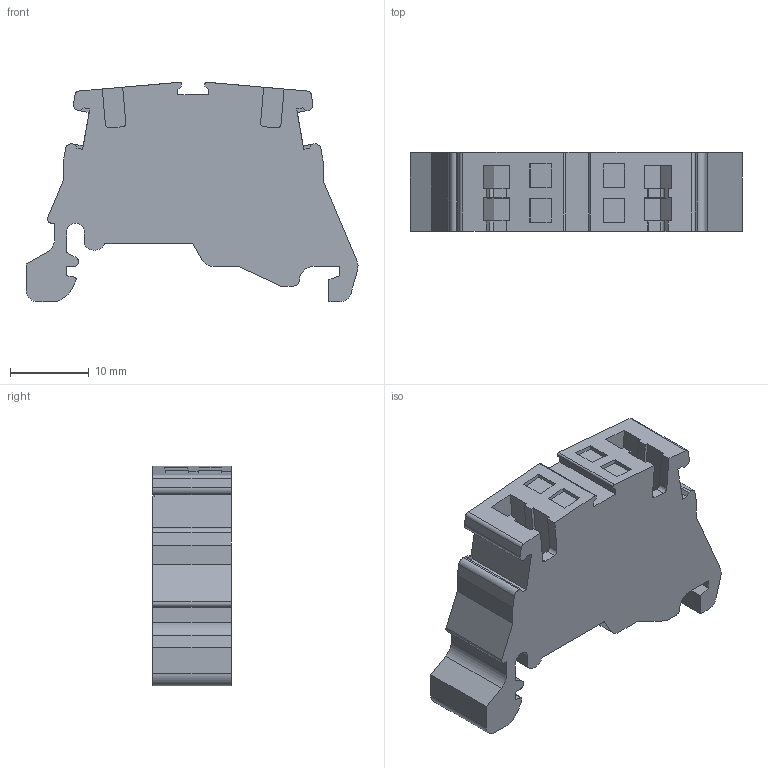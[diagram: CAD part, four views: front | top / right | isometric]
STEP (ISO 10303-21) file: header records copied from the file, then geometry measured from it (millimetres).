
FILE_DESCRIPTION(/* description */ ('Unknown'),/* implementation_level */ '2;1');
FILE_NAME(/* name */ 'DMCT2_5P4_3D_SOLID',/* time_stamp */ '2024-11-15T11:14:44+06:00',/* author */ ('Unknown'),/* organization */ ('Unknown'),/* preprocessor_version */ 'ST-DEVELOPER v16.7',/* originating_system */ 'Solid Edge',/* authorisation */ 'Unknown');
FILE_SCHEMA (('AUTOMOTIVE_DESIGN {1 0 10303 214 3 1 1}'));
Length unit declared in the file: millimetre
Products named in the file (1): DMCT2_5P4_3D_SOLID
Bounding box: 42.2 x 10 x 27.9 mm (x, y, z)
Volume: 6849.7 mm3; surface area: 3919.2 mm2
Topology: 1 solids, 1 shells, 143 faces, 411 edges, 274 vertices
Faces by surface type: plane 111, cylinder 32
Entity records: 4679 total; most frequent: CARTESIAN_POINT 829, ORIENTED_EDGE 822, DIRECTION 763, EDGE_CURVE 411, LINE 347, VECTOR 347, VERTEX_POINT 274, AXIS2_PLACEMENT_3D 208
